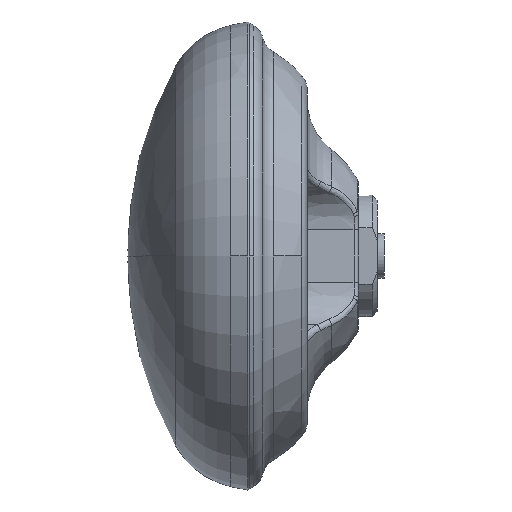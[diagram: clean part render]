
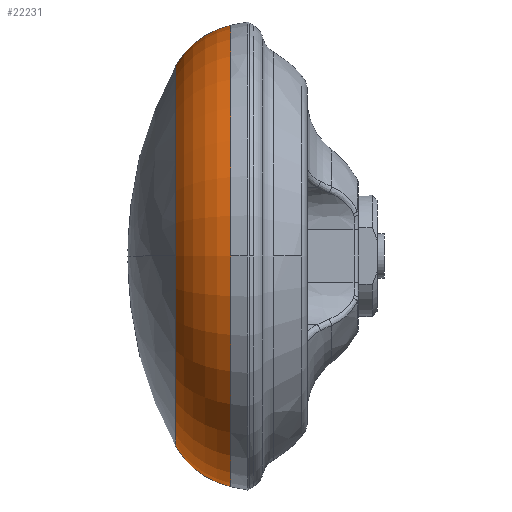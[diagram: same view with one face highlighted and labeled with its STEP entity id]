
A CAD part, left-side view. The second image highlights one B-rep face of the part: STEP entity #22231.
In plain terms, the highlighted toroidal (fillet/blend) face has major radius 31.937 mm and minor radius 18 mm.
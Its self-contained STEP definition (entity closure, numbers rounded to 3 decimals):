
#309 = ORIENTED_EDGE ( 'NONE', *, *, #6556, .F. ) ;
#741 = CIRCLE ( 'NONE', #22780, 49.516 ) ;
#1098 = VERTEX_POINT ( 'NONE', #23681 ) ;
#1477 = CARTESIAN_POINT ( 'NONE',  ( 0., 27.462, 49.516 ) ) ;
#2843 = ORIENTED_EDGE ( 'NONE', *, *, #9106, .F. ) ;
#2944 = ORIENTED_EDGE ( 'NONE', *, *, #27679, .F. ) ;
#3726 = CARTESIAN_POINT ( 'NONE',  ( 0., 27.462, 0. ) ) ;
#4233 = AXIS2_PLACEMENT_3D ( 'NONE', #8881, #25566, #11303 ) ;
#4806 = ORIENTED_EDGE ( 'NONE', *, *, #18079, .F. ) ;
#4965 = CARTESIAN_POINT ( 'NONE',  ( 0., 39.253, 0. ) ) ;
#5600 = VERTEX_POINT ( 'NONE', #1477 ) ;
#5832 = VERTEX_POINT ( 'NONE', #9292 ) ;
#5889 = CARTESIAN_POINT ( 'NONE',  ( 0., 23.592, 0. ) ) ;
#6143 = DIRECTION ( 'NONE',  ( 0., 0., -1. ) ) ;
#6556 = EDGE_CURVE ( 'NONE', #5832, #23193, #10523, .T. ) ;
#6772 = VERTEX_POINT ( 'NONE', #26352 ) ;
#7375 = DIRECTION ( 'NONE',  ( 0., 0., -1. ) ) ;
#8598 = ORIENTED_EDGE ( 'NONE', *, *, #10919, .F. ) ;
#8881 = CARTESIAN_POINT ( 'NONE',  ( 0., 27.462, 0. ) ) ;
#9106 = EDGE_CURVE ( 'NONE', #23193, #6772, #25704, .T. ) ;
#9292 = CARTESIAN_POINT ( 'NONE',  ( 0., 27.462, -49.516 ) ) ;
#9427 = AXIS2_PLACEMENT_3D ( 'NONE', #24629, #10356, #27029 ) ;
#9443 = CARTESIAN_POINT ( 'NONE',  ( 0., 23.592, 31.937 ) ) ;
#10205 = EDGE_CURVE ( 'NONE', #5600, #11037, #11577, .T. ) ;
#10356 = DIRECTION ( 'NONE',  ( 0., 1., 0. ) ) ;
#10523 = CIRCLE ( 'NONE', #27368, 18. ) ;
#10919 = EDGE_CURVE ( 'NONE', #1098, #5832, #22375, .T. ) ;
#11037 = VERTEX_POINT ( 'NONE', #20968 ) ;
#11303 = DIRECTION ( 'NONE',  ( 0., 0., -1. ) ) ;
#11577 = CIRCLE ( 'NONE', #22616, 18. ) ;
#11837 = DIRECTION ( 'NONE',  ( 0., 0., 1. ) ) ;
#11865 = DIRECTION ( 'NONE',  ( 1., 0., 0. ) ) ;
#13356 = TOROIDAL_SURFACE ( 'NONE', #17434, 31.937, 18. ) ;
#13971 = CIRCLE ( 'NONE', #23692, 40.811 ) ;
#15830 = CARTESIAN_POINT ( 'NONE',  ( 0., 39.253, -40.811 ) ) ;
#17434 = AXIS2_PLACEMENT_3D ( 'NONE', #5889, #22691, #25110 ) ;
#18079 = EDGE_CURVE ( 'NONE', #5600, #1098, #741, .T. ) ;
#18279 = ORIENTED_EDGE ( 'NONE', *, *, #10205, .T. ) ;
#20427 = DIRECTION ( 'NONE',  ( 0., -1., 0. ) ) ;
#20968 = CARTESIAN_POINT ( 'NONE',  ( 0., 39.253, 40.811 ) ) ;
#21659 = DIRECTION ( 'NONE',  ( 0., 1., 0. ) ) ;
#22231 = ADVANCED_FACE ( 'NONE', ( #26780 ), #13356, .T. ) ;
#22375 = CIRCLE ( 'NONE', #4233, 49.516 ) ;
#22616 = AXIS2_PLACEMENT_3D ( 'NONE', #9443, #26109, #11837 ) ;
#22691 = DIRECTION ( 'NONE',  ( 0., 1., 0. ) ) ;
#22780 = AXIS2_PLACEMENT_3D ( 'NONE', #3726, #20427, #6143 ) ;
#23193 = VERTEX_POINT ( 'NONE', #15830 ) ;
#23681 = CARTESIAN_POINT ( 'NONE',  ( -49.516, 27.462, 0. ) ) ;
#23692 = AXIS2_PLACEMENT_3D ( 'NONE', #4965, #21659, #7375 ) ;
#24629 = CARTESIAN_POINT ( 'NONE',  ( 0., 39.253, 0. ) ) ;
#25110 = DIRECTION ( 'NONE',  ( 0., 0., 1. ) ) ;
#25566 = DIRECTION ( 'NONE',  ( 0., -1., 0. ) ) ;
#25704 = CIRCLE ( 'NONE', #9427, 40.811 ) ;
#26109 = DIRECTION ( 'NONE',  ( -1., 0., 0. ) ) ;
#26144 = CARTESIAN_POINT ( 'NONE',  ( 0., 23.592, -31.937 ) ) ;
#26352 = CARTESIAN_POINT ( 'NONE',  ( -40.811, 39.253, 0. ) ) ;
#26780 = FACE_OUTER_BOUND ( 'NONE', #29243, .T. ) ;
#27029 = DIRECTION ( 'NONE',  ( 0., 0., -1. ) ) ;
#27368 = AXIS2_PLACEMENT_3D ( 'NONE', #26144, #11865, #28525 ) ;
#27679 = EDGE_CURVE ( 'NONE', #6772, #11037, #13971, .T. ) ;
#28525 = DIRECTION ( 'NONE',  ( 0., 0., -1. ) ) ;
#29243 = EDGE_LOOP ( 'NONE', ( #309, #8598, #4806, #18279, #2944, #2843 ) ) ;
